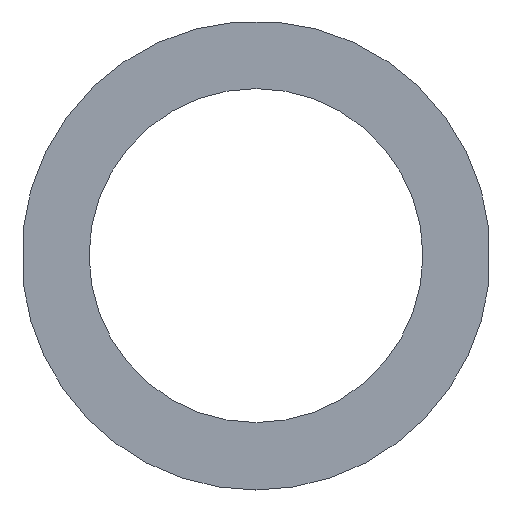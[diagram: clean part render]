
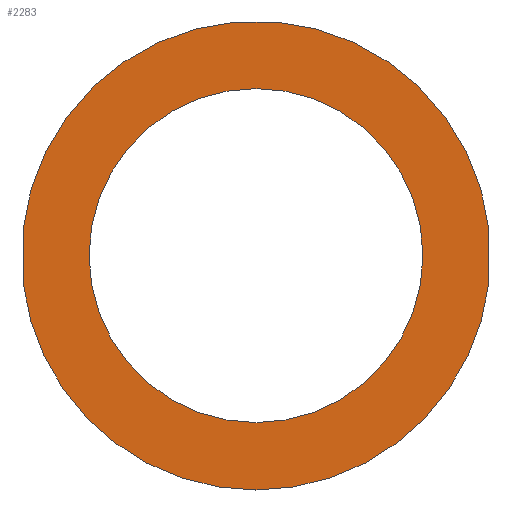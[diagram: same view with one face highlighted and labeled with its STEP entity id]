
A CAD part, left-side view. The second image highlights one B-rep face of the part: STEP entity #2283.
In plain terms, the highlighted planar face has unit normal (-1, 0, 0).
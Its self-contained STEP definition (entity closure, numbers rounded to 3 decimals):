
#487 = EDGE_CURVE ( 'NONE', #13529, #47563, #17491, .T. ) ;
#774 = EDGE_CURVE ( 'NONE', #47563, #13529, #21520, .T. ) ;
#811 = ORIENTED_EDGE ( 'NONE', *, *, #31518, .F. ) ;
#2283 = ADVANCED_FACE ( 'NONE', ( #23043, #5652 ), #29920, .T. ) ;
#4038 = ORIENTED_EDGE ( 'NONE', *, *, #774, .T. ) ;
#5652 = FACE_BOUND ( 'NONE', #34824, .T. ) ;
#6563 = CARTESIAN_POINT ( 'NONE',  ( -31.213, 29.389, -4.265 ) ) ;
#9004 = CARTESIAN_POINT ( 'NONE',  ( -31.213, -6.861, 0. ) ) ;
#9982 = ORIENTED_EDGE ( 'NONE', *, *, #67691, .F. ) ;
#10637 = CARTESIAN_POINT ( 'NONE',  ( -31.213, -43.111, 0. ) ) ;
#10868 = DIRECTION ( 'NONE',  ( 0., 0., -1. ) ) ;
#11780 = DIRECTION ( 'NONE',  ( 0., 0., -1. ) ) ;
#13529 = VERTEX_POINT ( 'NONE', #22353 ) ;
#14000 = AXIS2_PLACEMENT_3D ( 'NONE', #60013, #38396, #11780 ) ;
#14320 = VECTOR ( 'NONE', #37262, 1000. ) ;
#16715 = AXIS2_PLACEMENT_3D ( 'NONE', #68664, #36772, #42586 ) ;
#17491 = CIRCLE ( 'NONE', #23693, 26. ) ;
#18619 = CARTESIAN_POINT ( 'NONE',  ( -31.213, -6.861, -26. ) ) ;
#19339 = CARTESIAN_POINT ( 'NONE',  ( -31.213, 29.389, 0. ) ) ;
#20355 = CARTESIAN_POINT ( 'NONE',  ( -31.213, -6.861, 0. ) ) ;
#20400 = VERTEX_POINT ( 'NONE', #33388 ) ;
#20591 = DIRECTION ( 'NONE',  ( 1., 0., 0. ) ) ;
#21033 = DIRECTION ( 'NONE',  ( 0., 0., -1. ) ) ;
#21520 = CIRCLE ( 'NONE', #14000, 26. ) ;
#21642 = AXIS2_PLACEMENT_3D ( 'NONE', #31921, #20591, #10868 ) ;
#22353 = CARTESIAN_POINT ( 'NONE',  ( -31.213, -6.861, 26. ) ) ;
#23043 = FACE_OUTER_BOUND ( 'NONE', #63617, .T. ) ;
#23693 = AXIS2_PLACEMENT_3D ( 'NONE', #9004, #66601, #45432 ) ;
#25224 = CIRCLE ( 'NONE', #25472, 36.5 ) ;
#25472 = AXIS2_PLACEMENT_3D ( 'NONE', #20355, #63077, #21033 ) ;
#28067 = VERTEX_POINT ( 'NONE', #6563 ) ;
#29059 = AXIS2_PLACEMENT_3D ( 'NONE', #45747, #67147, #62021 ) ;
#29135 = EDGE_CURVE ( 'NONE', #45425, #41195, #58375, .T. ) ;
#29920 = PLANE ( 'NONE',  #29059 ) ;
#29976 = DIRECTION ( 'NONE',  ( 0., 0., 1. ) ) ;
#31518 = EDGE_CURVE ( 'NONE', #41195, #28067, #54910, .T. ) ;
#31921 = CARTESIAN_POINT ( 'NONE',  ( -31.213, -6.861, 0. ) ) ;
#33388 = CARTESIAN_POINT ( 'NONE',  ( -31.213, -43.111, 4.265 ) ) ;
#34824 = EDGE_LOOP ( 'NONE', ( #4038, #67817 ) ) ;
#35028 = VERTEX_POINT ( 'NONE', #68512 ) ;
#36772 = DIRECTION ( 'NONE',  ( 1., 0., 0. ) ) ;
#37262 = DIRECTION ( 'NONE',  ( 0., 0., -1. ) ) ;
#38396 = DIRECTION ( 'NONE',  ( 1., 0., 0. ) ) ;
#39154 = LINE ( 'NONE', #10637, #14320 ) ;
#41195 = VERTEX_POINT ( 'NONE', #45501 ) ;
#42586 = DIRECTION ( 'NONE',  ( 0., 0., -1. ) ) ;
#42936 = EDGE_CURVE ( 'NONE', #28067, #35028, #54142, .T. ) ;
#43497 = ORIENTED_EDGE ( 'NONE', *, *, #29135, .F. ) ;
#45425 = VERTEX_POINT ( 'NONE', #61966 ) ;
#45432 = DIRECTION ( 'NONE',  ( 0., 0., -1. ) ) ;
#45501 = CARTESIAN_POINT ( 'NONE',  ( -31.213, -6.861, -36.5 ) ) ;
#45747 = CARTESIAN_POINT ( 'NONE',  ( -31.213, 29.639, 0. ) ) ;
#46897 = ORIENTED_EDGE ( 'NONE', *, *, #66522, .F. ) ;
#47563 = VERTEX_POINT ( 'NONE', #18619 ) ;
#47956 = ORIENTED_EDGE ( 'NONE', *, *, #42936, .F. ) ;
#51588 = VECTOR ( 'NONE', #29976, 1000. ) ;
#54142 = LINE ( 'NONE', #19339, #51588 ) ;
#54910 = CIRCLE ( 'NONE', #21642, 36.5 ) ;
#58375 = CIRCLE ( 'NONE', #16715, 36.5 ) ;
#60013 = CARTESIAN_POINT ( 'NONE',  ( -31.213, -6.861, 0. ) ) ;
#61966 = CARTESIAN_POINT ( 'NONE',  ( -31.213, -43.111, -4.265 ) ) ;
#62021 = DIRECTION ( 'NONE',  ( 0., 0., 1. ) ) ;
#63077 = DIRECTION ( 'NONE',  ( 1., 0., 0. ) ) ;
#63617 = EDGE_LOOP ( 'NONE', ( #46897, #9982, #47956, #811, #43497 ) ) ;
#66522 = EDGE_CURVE ( 'NONE', #20400, #45425, #39154, .T. ) ;
#66601 = DIRECTION ( 'NONE',  ( 1., 0., 0. ) ) ;
#67147 = DIRECTION ( 'NONE',  ( -1., 0., 0. ) ) ;
#67691 = EDGE_CURVE ( 'NONE', #35028, #20400, #25224, .T. ) ;
#67817 = ORIENTED_EDGE ( 'NONE', *, *, #487, .T. ) ;
#68512 = CARTESIAN_POINT ( 'NONE',  ( -31.213, 29.389, 4.265 ) ) ;
#68664 = CARTESIAN_POINT ( 'NONE',  ( -31.213, -6.861, 0. ) ) ;
